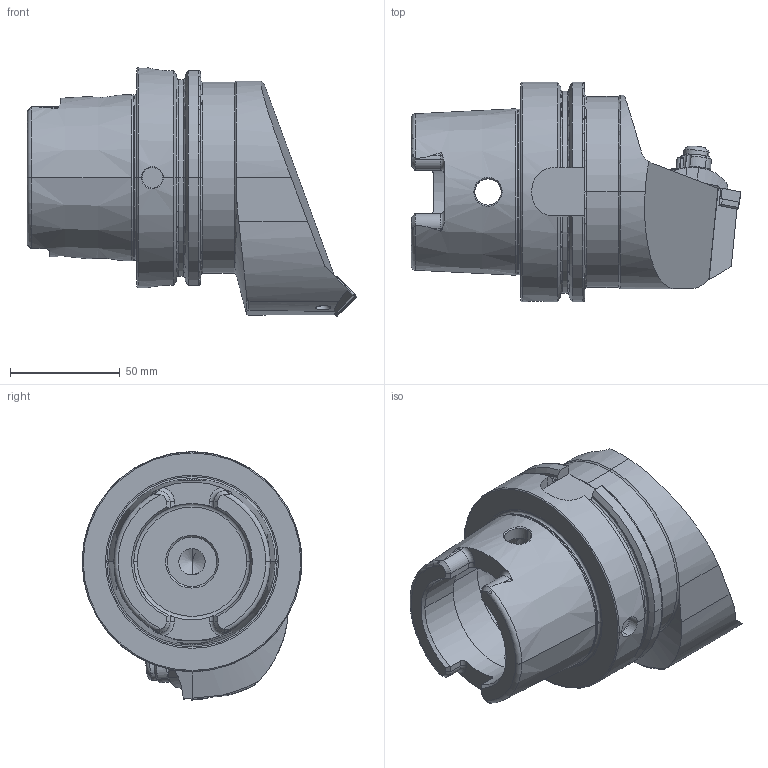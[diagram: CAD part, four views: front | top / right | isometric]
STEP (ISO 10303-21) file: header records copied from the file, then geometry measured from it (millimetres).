
FILE_DESCRIPTION (( 'STEP AP214' ), '1' );
FILE_NAME ('HA0.KSD.RSA.100.STEP', '2024-08-20T11:56:39', ( '' ), ( '' ), 'SwSTEP 2.0', 'SolidWorks 2022', '' );
FILE_SCHEMA (( 'AUTOMOTIVE_DESIGN' ));
Length unit declared in the file: millimetre
Products named in the file (10): WSD-ER2.101.003_A; WCC-ER4.103.032_A; HA0-KSD.RSA.100_A_Fertigbearbeitung; SNMG120404; ISO 13337 - 3 x 12_PreviewCfg; KVT_MB_600_060; WCC-ER2.001.010_A; WCC-ER5.102.012_B; WCC-ER3.102.024_C; HA0.KSD.RSA.100
Assembly tree (9 placements, depth 2):
  HA0.KSD.RSA.100
    HA0-KSD.RSA.100_A_Fertigbearbeitung
    WSD-ER2.101.003_A
    WCC-ER2.001.010_A
    SNMG120404
    WCC-ER3.102.024_C
    WCC-ER5.102.012_B
    WCC-ER4.103.032_A
    ISO 13337 - 3 x 12_PreviewCfg
    KVT_MB_600_060
Bounding box: 149.9 x 100 x 113 mm (x, y, z)
Volume: 505688.2 mm3; surface area: 71838.4 mm2
Topology: 10 solids, 10 shells, 474 faces, 1183 edges, 721 vertices
Faces by surface type: cylinder 158, plane 119, cone 113, torus 66, bspline 16, sphere 2
Entity records: 17958 total; most frequent: CARTESIAN_POINT 5211, ORIENTED_EDGE 2328, DIRECTION 2320, EDGE_CURVE 1164, AXIS2_PLACEMENT_3D 938, VERTEX_POINT 718, EDGE_LOOP 504, ADVANCED_FACE 474
